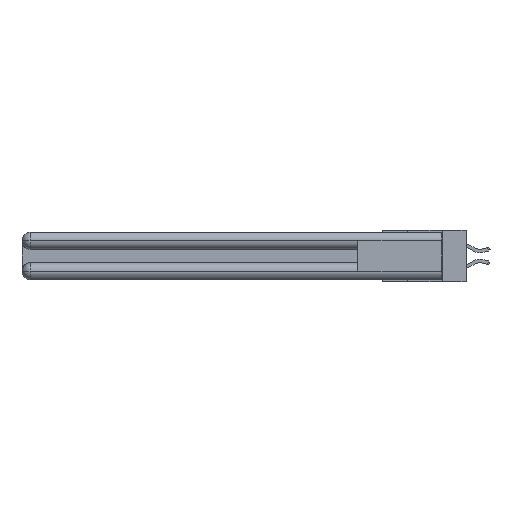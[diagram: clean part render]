
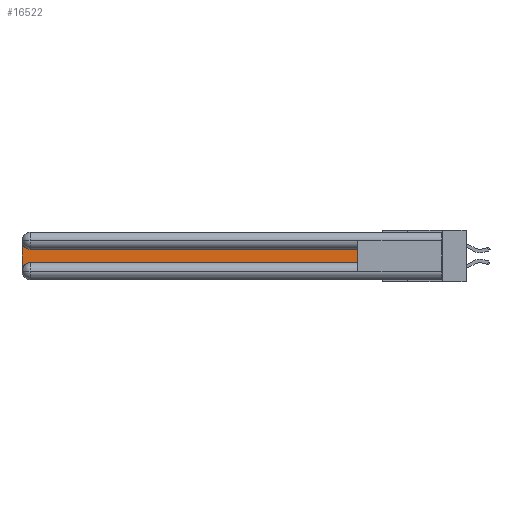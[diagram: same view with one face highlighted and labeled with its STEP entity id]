
A CAD part, left-side view. The second image highlights one B-rep face of the part: STEP entity #16522.
In plain terms, the highlighted planar face has unit normal (-1, 0, 0).
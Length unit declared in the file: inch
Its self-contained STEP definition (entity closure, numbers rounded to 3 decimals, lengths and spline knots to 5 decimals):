
#344 = DIRECTION ( 'NONE',  ( 0., 0., -1. ) ) ;
#820 = CARTESIAN_POINT ( 'NONE',  ( 0.075, 0.6, -0.1225 ) ) ;
#993 = VECTOR ( 'NONE', #3994, 39.37008 ) ;
#1909 = VECTOR ( 'NONE', #19031, 39.37008 ) ;
#2117 = FACE_OUTER_BOUND ( 'NONE', #8837, .T. ) ;
#2529 = DIRECTION ( 'NONE',  ( 1., 0., 0. ) ) ;
#2654 = CARTESIAN_POINT ( 'NONE',  ( 0.075, 3., -0.1225 ) ) ;
#3994 = DIRECTION ( 'NONE',  ( 0., 0., 1. ) ) ;
#4761 = LINE ( 'NONE', #9277, #993 ) ;
#6610 = CIRCLE ( 'NONE', #15097, 0.06 ) ;
#8837 = EDGE_LOOP ( 'NONE', ( #17231, #34179, #25627, #21284, #12638, #18531 ) ) ;
#9277 = CARTESIAN_POINT ( 'NONE',  ( 0.075, 0.6, -0.2175 ) ) ;
#9724 = EDGE_CURVE ( 'NONE', #10889, #30232, #6610, .T. ) ;
#10075 = DIRECTION ( 'NONE',  ( 1., 0., 0. ) ) ;
#10889 = VERTEX_POINT ( 'NONE', #18627 ) ;
#10930 = DIRECTION ( 'NONE',  ( 0., 0., -1. ) ) ;
#12638 = ORIENTED_EDGE ( 'NONE', *, *, #22440, .T. ) ;
#12782 = VECTOR ( 'NONE', #15983, 39.37008 ) ;
#15097 = AXIS2_PLACEMENT_3D ( 'NONE', #34195, #10075, #23616 ) ;
#15983 = DIRECTION ( 'NONE',  ( 0., 1., 0. ) ) ;
#16132 = EDGE_CURVE ( 'NONE', #17134, #26931, #25748, .T. ) ;
#16522 = ADVANCED_FACE ( 'NONE', ( #2117 ), #31583, .F. ) ;
#16919 = CARTESIAN_POINT ( 'NONE',  ( 0.075, 3., -0.2775 ) ) ;
#17134 = VERTEX_POINT ( 'NONE', #16919 ) ;
#17231 = ORIENTED_EDGE ( 'NONE', *, *, #25142, .T. ) ;
#18531 = ORIENTED_EDGE ( 'NONE', *, *, #28692, .T. ) ;
#18627 = CARTESIAN_POINT ( 'NONE',  ( 0.075, 2.94, -0.1225 ) ) ;
#19031 = DIRECTION ( 'NONE',  ( 0., 0., -1. ) ) ;
#19138 = DIRECTION ( 'NONE',  ( 1., 0., 0. ) ) ;
#20852 = VERTEX_POINT ( 'NONE', #24181 ) ;
#21284 = ORIENTED_EDGE ( 'NONE', *, *, #16132, .T. ) ;
#21338 = LINE ( 'NONE', #29348, #1909 ) ;
#21791 = CARTESIAN_POINT ( 'NONE',  ( 0.075, 2.94, -0.2175 ) ) ;
#22229 = CARTESIAN_POINT ( 'NONE',  ( 0.075, 3., -0.0625 ) ) ;
#22440 = EDGE_CURVE ( 'NONE', #26931, #20852, #31549, .T. ) ;
#23616 = DIRECTION ( 'NONE',  ( 0., 0., -1. ) ) ;
#24181 = CARTESIAN_POINT ( 'NONE',  ( 0.075, 0.6, -0.2175 ) ) ;
#24784 = DIRECTION ( 'NONE',  ( 0., -1., 0. ) ) ;
#25142 = EDGE_CURVE ( 'NONE', #29832, #10889, #33964, .T. ) ;
#25627 = ORIENTED_EDGE ( 'NONE', *, *, #27284, .T. ) ;
#25748 = CIRCLE ( 'NONE', #33697, 0.06 ) ;
#26196 = CARTESIAN_POINT ( 'NONE',  ( 0.075, 0.6, -0.1225 ) ) ;
#26931 = VERTEX_POINT ( 'NONE', #21791 ) ;
#27257 = CARTESIAN_POINT ( 'NONE',  ( 0.075, 2.94, -0.2775 ) ) ;
#27284 = EDGE_CURVE ( 'NONE', #30232, #17134, #21338, .T. ) ;
#27403 = VECTOR ( 'NONE', #24784, 39.37008 ) ;
#28692 = EDGE_CURVE ( 'NONE', #20852, #29832, #4761, .T. ) ;
#29348 = CARTESIAN_POINT ( 'NONE',  ( 0.075, 3., -0.2175 ) ) ;
#29832 = VERTEX_POINT ( 'NONE', #820 ) ;
#30215 = CARTESIAN_POINT ( 'NONE',  ( 0.075, 0.6, -0.2175 ) ) ;
#30232 = VERTEX_POINT ( 'NONE', #22229 ) ;
#31549 = LINE ( 'NONE', #30215, #27403 ) ;
#31583 = PLANE ( 'NONE',  #33290 ) ;
#33290 = AXIS2_PLACEMENT_3D ( 'NONE', #2654, #2529, #344 ) ;
#33697 = AXIS2_PLACEMENT_3D ( 'NONE', #27257, #19138, #10930 ) ;
#33964 = LINE ( 'NONE', #26196, #12782 ) ;
#34179 = ORIENTED_EDGE ( 'NONE', *, *, #9724, .T. ) ;
#34195 = CARTESIAN_POINT ( 'NONE',  ( 0.075, 2.94, -0.0625 ) ) ;
